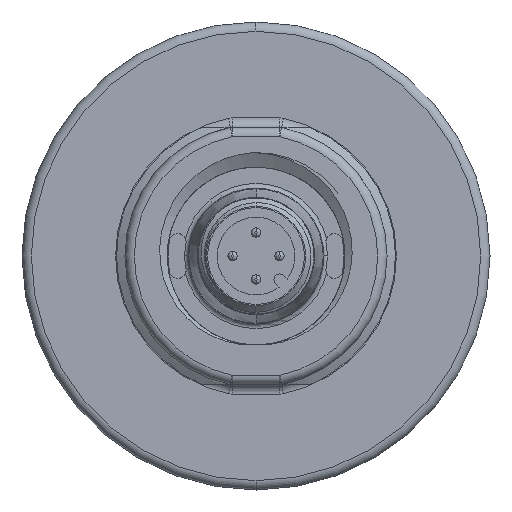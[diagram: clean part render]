
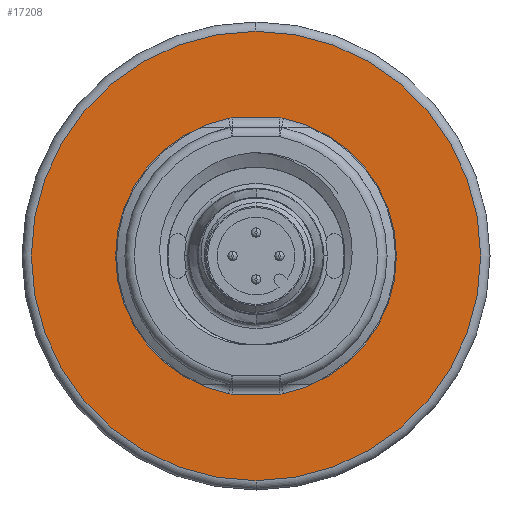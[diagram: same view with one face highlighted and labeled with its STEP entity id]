
A CAD part, front view. The second image highlights one B-rep face of the part: STEP entity #17208.
In plain terms, the highlighted planar face has unit normal (0, -1, 0).
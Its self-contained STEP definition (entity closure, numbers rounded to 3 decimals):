
#3816=CARTESIAN_POINT('',(0.,-3.,0.));
#3817=DIRECTION('',(0.,1.,0.));
#3818=DIRECTION('',(0.,0.,-1.));
#3819=AXIS2_PLACEMENT_3D('',#3816,#3817,#3818);
#3821=CARTESIAN_POINT('',(0.,-3.,0.));
#3822=DIRECTION('',(0.,1.,0.));
#3823=DIRECTION('',(0.,0.,1.));
#3824=AXIS2_PLACEMENT_3D('',#3821,#3822,#3823);
#3826=CARTESIAN_POINT('',(0.,-3.,0.));
#3827=DIRECTION('',(0.,-1.,0.));
#3828=DIRECTION('',(-0.195,0.,0.981));
#3829=AXIS2_PLACEMENT_3D('',#3826,#3827,#3828);
#3831=CARTESIAN_POINT('',(-2.537,-3.,-12.75));
#3832=DIRECTION('',(0.,-1.,0.));
#3833=DIRECTION('',(-0.195,0.,-0.981));
#3834=AXIS2_PLACEMENT_3D('',#3831,#3832,#3833);
#3836=DIRECTION('',(1.,0.,0.));
#3837=VECTOR('',#3836,5.074);
#3838=CARTESIAN_POINT('',(-2.537,-3.,-14.75));
#3839=LINE('',#3838,#3837);
#3840=CARTESIAN_POINT('',(2.537,-3.,-12.75));
#3841=DIRECTION('',(0.,-1.,0.));
#3842=DIRECTION('',(0.,0.,-1.));
#3843=AXIS2_PLACEMENT_3D('',#3840,#3841,#3842);
#3845=CARTESIAN_POINT('',(0.,-3.,0.));
#3846=DIRECTION('',(0.,-1.,0.));
#3847=DIRECTION('',(0.195,0.,-0.981));
#3848=AXIS2_PLACEMENT_3D('',#3845,#3846,#3847);
#3850=CARTESIAN_POINT('',(2.537,-3.,12.75));
#3851=DIRECTION('',(0.,-1.,0.));
#3852=DIRECTION('',(0.195,0.,0.981));
#3853=AXIS2_PLACEMENT_3D('',#3850,#3851,#3852);
#3855=DIRECTION('',(-1.,0.,0.));
#3856=VECTOR('',#3855,5.074);
#3857=CARTESIAN_POINT('',(2.537,-3.,14.75));
#3858=LINE('',#3857,#3856);
#3859=CARTESIAN_POINT('',(-2.537,-3.,12.75));
#3860=DIRECTION('',(0.,-1.,0.));
#3861=DIRECTION('',(0.,0.,1.));
#3862=AXIS2_PLACEMENT_3D('',#3859,#3860,#3861);
#13420=CARTESIAN_POINT('',(-2.928,-3.,14.712));
#13421=CARTESIAN_POINT('',(-2.928,-3.,-14.712));
#13422=VERTEX_POINT('',#13420);
#13423=VERTEX_POINT('',#13421);
#13428=CARTESIAN_POINT('',(2.928,-3.,-14.712));
#13429=CARTESIAN_POINT('',(2.928,-3.,14.712));
#13430=VERTEX_POINT('',#13428);
#13431=VERTEX_POINT('',#13429);
#13440=CARTESIAN_POINT('',(0.,-3.,-24.));
#13441=CARTESIAN_POINT('',(0.,-3.,24.));
#13442=VERTEX_POINT('',#13440);
#13443=VERTEX_POINT('',#13441);
#13675=CARTESIAN_POINT('',(-2.537,-3.,-14.75));
#13676=CARTESIAN_POINT('',(2.537,-3.,-14.75));
#13677=VERTEX_POINT('',#13675);
#13678=VERTEX_POINT('',#13676);
#13679=CARTESIAN_POINT('',(2.537,-3.,14.75));
#13680=CARTESIAN_POINT('',(-2.537,-3.,14.75));
#13681=VERTEX_POINT('',#13679);
#13682=VERTEX_POINT('',#13680);
#17180=CARTESIAN_POINT('',(0.,-3.,0.));
#17181=DIRECTION('',(0.,-1.,0.));
#17182=DIRECTION('',(0.,0.,1.));
#17183=AXIS2_PLACEMENT_3D('',#17180,#17181,#17182);
#17184=PLANE('',#17183);
#17186=ORIENTED_EDGE('',*,*,#17185,.T.);
#17188=ORIENTED_EDGE('',*,*,#17187,.T.);
#17189=EDGE_LOOP('',(#17186,#17188));
#17190=FACE_OUTER_BOUND('',#17189,.F.);
#17191=ORIENTED_EDGE('',*,*,#17170,.T.);
#17193=ORIENTED_EDGE('',*,*,#17192,.T.);
#17195=ORIENTED_EDGE('',*,*,#17194,.T.);
#17197=ORIENTED_EDGE('',*,*,#17196,.T.);
#17199=ORIENTED_EDGE('',*,*,#17198,.T.);
#17201=ORIENTED_EDGE('',*,*,#17200,.T.);
#17203=ORIENTED_EDGE('',*,*,#17202,.T.);
#17205=ORIENTED_EDGE('',*,*,#17204,.T.);
#17206=EDGE_LOOP('',(#17191,#17193,#17195,#17197,#17199,#17201,#17203,#17205));
#17207=FACE_BOUND('',#17206,.F.);
#17208=ADVANCED_FACE('',(#17190,#17207),#17184,.T.);
#3820=CIRCLE('',#3819,24.);
#3825=CIRCLE('',#3824,24.);
#3830=CIRCLE('',#3829,15.);
#3835=CIRCLE('',#3834,2.);
#3844=CIRCLE('',#3843,2.);
#3849=CIRCLE('',#3848,15.);
#3854=CIRCLE('',#3853,2.);
#3863=CIRCLE('',#3862,2.);
#17170=EDGE_CURVE('',#13422,#13423,#3830,.T.);
#17185=EDGE_CURVE('',#13442,#13443,#3820,.T.);
#17187=EDGE_CURVE('',#13443,#13442,#3825,.T.);
#17192=EDGE_CURVE('',#13423,#13677,#3835,.T.);
#17194=EDGE_CURVE('',#13677,#13678,#3839,.T.);
#17196=EDGE_CURVE('',#13678,#13430,#3844,.T.);
#17198=EDGE_CURVE('',#13430,#13431,#3849,.T.);
#17200=EDGE_CURVE('',#13431,#13681,#3854,.T.);
#17202=EDGE_CURVE('',#13681,#13682,#3858,.T.);
#17204=EDGE_CURVE('',#13682,#13422,#3863,.T.);
